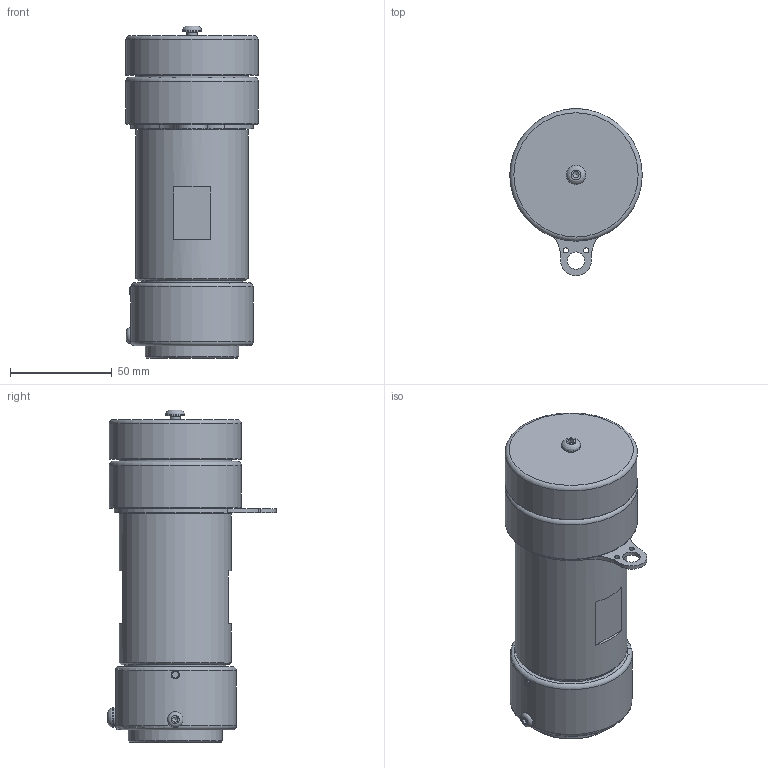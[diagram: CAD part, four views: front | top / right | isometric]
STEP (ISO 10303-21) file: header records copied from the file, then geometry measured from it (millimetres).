
FILE_DESCRIPTION(/* description */ (''),/* implementation_level */ '2;1');
FILE_NAME(/* name */ 'ControlEx Exd-40-S-CP.stp',/* time_stamp */ '2022-11-18T13:08:28+00:00',/* author */ ('areid2'),/* organization */ (''),/* preprocessor_version */ 'ST-DEVELOPER v18.1',/* originating_system */ 'Autodesk Inventor 2020',/* authorisation */ '');
FILE_SCHEMA (('AUTOMOTIVE_DESIGN { 1 0 10303 214 3 1 1 }'));
Length unit declared in the file: millimetre
Products named in the file (1): Part7
Bounding box: 65 x 82.55 x 163 mm (x, y, z)
Volume: 406113.6 mm3; surface area: 50573.9 mm2
Topology: 1 solids, 2 shells, 126 faces, 347 edges, 245 vertices
Faces by surface type: plane 65, cylinder 33, cone 15, torus 11, bspline 2
Full cylindrical faces by diameter (mm): 2.5 x2, 4 x5, 4.134 x1, 5 x2, 7.6 x1, 8.5 x1, 9.5 x2, 38.5 x1, 46 x1, 46.6 x1, 49.5 x1, 50.5 x2, 51 x1, 53 x1, 55 x1, 55.1 x1, 65 x2
Entity records: 4677 total; most frequent: CARTESIAN_POINT 1178, DIRECTION 718, ORIENTED_EDGE 694, EDGE_CURVE 347, AXIS2_PLACEMENT_3D 299, VERTEX_POINT 245, CIRCLE 170, EDGE_LOOP 160
